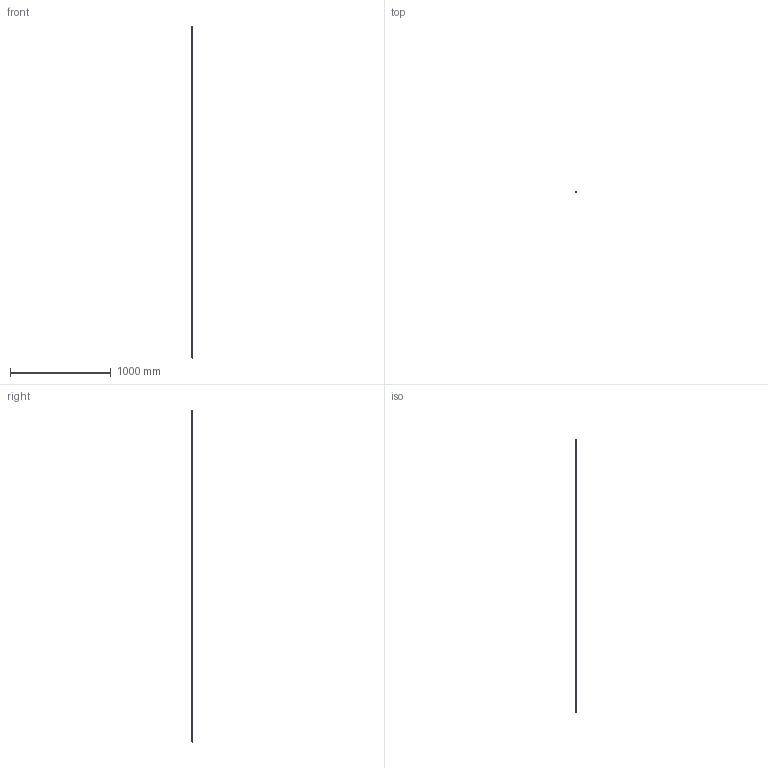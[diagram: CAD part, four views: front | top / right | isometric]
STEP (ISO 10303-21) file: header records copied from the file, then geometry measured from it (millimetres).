
FILE_DESCRIPTION (( 'STEP AP203' ), '1' );
FILE_NAME ('6004.STEP', '2022-04-28T09:49:57', ( '' ), ( '' ), 'SwSTEP 2.0', 'SolidWorks 2018', '' );
FILE_SCHEMA (( 'CONFIG_CONTROL_DESIGN' ));
Length unit declared in the file: millimetre
Products named in the file (1): 6004
Bounding box: 12 x 12 x 3300 mm (x, y, z)
Volume: 424978.6 mm3; surface area: 168326.9 mm2
Topology: 1 solids, 1 shells, 241 faces, 657 edges, 438 vertices
Faces by surface type: plane 130, bspline 95, cylinder 16
Entity records: 12238 total; most frequent: CARTESIAN_POINT 6680, ORIENTED_EDGE 1314, DIRECTION 793, EDGE_CURVE 657, VERTEX_POINT 438, LINE 435, VECTOR 435, EDGE_LOOP 261
